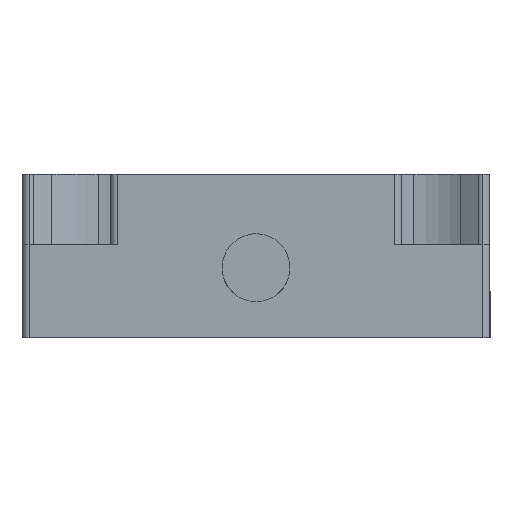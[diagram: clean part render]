
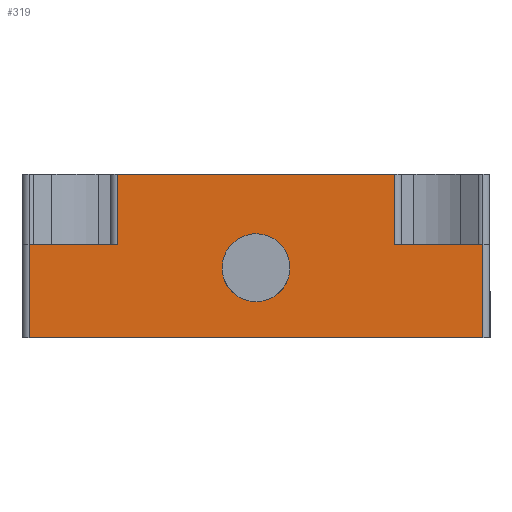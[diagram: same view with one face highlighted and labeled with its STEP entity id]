
A CAD part, left-side view. The second image highlights one B-rep face of the part: STEP entity #319.
In plain terms, the highlighted planar face has unit normal (-1, 0, 0).
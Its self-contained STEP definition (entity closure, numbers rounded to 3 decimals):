
#60=CARTESIAN_POINT('Vertex',(0.,-5.925,-3.)) ;
#65=CARTESIAN_POINT('Line Origine',(0.,-7.812,-3.)) ;
#69=CARTESIAN_POINT('Vertex',(0.,-9.7,-3.)) ;
#162=CARTESIAN_POINT('Line Origine',(0.,-5.925,-7.)) ;
#166=CARTESIAN_POINT('Vertex',(0.,-5.925,0.)) ;
#188=CARTESIAN_POINT('Axis2P3D Location',(0.,9.7,-7.)) ;
#193=CARTESIAN_POINT('Line Origine',(0.,0.,0.)) ;
#197=CARTESIAN_POINT('Vertex',(0.,5.925,0.)) ;
#200=CARTESIAN_POINT('Line Origine',(0.,5.925,-1.5)) ;
#204=CARTESIAN_POINT('Vertex',(0.,5.925,-3.)) ;
#207=CARTESIAN_POINT('Line Origine',(0.,7.812,-3.)) ;
#211=CARTESIAN_POINT('Vertex',(0.,9.7,-3.)) ;
#214=CARTESIAN_POINT('Line Origine',(0.,9.7,-5.)) ;
#218=CARTESIAN_POINT('Vertex',(0.,9.7,-7.)) ;
#221=CARTESIAN_POINT('Line Origine',(0.,0.,-7.)) ;
#225=CARTESIAN_POINT('Vertex',(0.,-9.7,-7.)) ;
#228=CARTESIAN_POINT('Line Origine',(0.,-9.7,-5.)) ;
#244=CARTESIAN_POINT('Control Point',(0.,1.45,-4.)) ;
#245=CARTESIAN_POINT('Control Point',(0.,1.45,-3.823)) ;
#246=CARTESIAN_POINT('Control Point',(0.,1.423,-3.646)) ;
#247=CARTESIAN_POINT('Control Point',(0.,1.369,-3.475)) ;
#248=CARTESIAN_POINT('Control Point',(0.,1.21,-3.154)) ;
#249=CARTESIAN_POINT('Control Point',(0.,0.963,-2.894)) ;
#250=CARTESIAN_POINT('Control Point',(0.,0.821,-2.785)) ;
#251=CARTESIAN_POINT('Control Point',(0.,0.574,-2.649)) ;
#252=CARTESIAN_POINT('Control Point',(0.,0.304,-2.577)) ;
#253=CARTESIAN_POINT('Control Point',(0.,0.203,-2.559)) ;
#254=CARTESIAN_POINT('Control Point',(0.,0.102,-2.55)) ;
#255=CARTESIAN_POINT('Control Point',(0.,0.,-2.55)) ;
#256=CARTESIAN_POINT('Vertex',(0.,1.45,-4.)) ;
#258=CARTESIAN_POINT('Vertex',(0.,0.,-2.55)) ;
#262=CARTESIAN_POINT('Control Point',(0.,0.,-2.55)) ;
#263=CARTESIAN_POINT('Control Point',(0.,-0.075,-2.55)) ;
#264=CARTESIAN_POINT('Control Point',(0.,-0.151,-2.555)) ;
#265=CARTESIAN_POINT('Control Point',(0.,-0.226,-2.565)) ;
#266=CARTESIAN_POINT('Control Point',(0.,-0.474,-2.614)) ;
#267=CARTESIAN_POINT('Control Point',(0.,-0.708,-2.716)) ;
#268=CARTESIAN_POINT('Control Point',(0.,-0.86,-2.812)) ;
#269=CARTESIAN_POINT('Control Point',(0.,-1.129,-3.048)) ;
#270=CARTESIAN_POINT('Control Point',(0.,-1.316,-3.353)) ;
#271=CARTESIAN_POINT('Control Point',(0.,-1.385,-3.519)) ;
#272=CARTESIAN_POINT('Control Point',(0.,-1.434,-3.719)) ;
#273=CARTESIAN_POINT('Control Point',(0.,-1.448,-3.921)) ;
#274=CARTESIAN_POINT('Control Point',(0.,-1.449,-3.948)) ;
#275=CARTESIAN_POINT('Control Point',(0.,-1.45,-3.974)) ;
#276=CARTESIAN_POINT('Control Point',(0.,-1.45,-4.)) ;
#277=CARTESIAN_POINT('Vertex',(0.,-1.45,-4.)) ;
#281=CARTESIAN_POINT('Control Point',(0.,-1.45,-4.)) ;
#282=CARTESIAN_POINT('Control Point',(0.,-1.45,-4.177)) ;
#283=CARTESIAN_POINT('Control Point',(0.,-1.423,-4.354)) ;
#284=CARTESIAN_POINT('Control Point',(0.,-1.369,-4.525)) ;
#285=CARTESIAN_POINT('Control Point',(0.,-1.21,-4.846)) ;
#286=CARTESIAN_POINT('Control Point',(0.,-0.963,-5.106)) ;
#287=CARTESIAN_POINT('Control Point',(0.,-0.821,-5.215)) ;
#288=CARTESIAN_POINT('Control Point',(0.,-0.574,-5.351)) ;
#289=CARTESIAN_POINT('Control Point',(0.,-0.304,-5.423)) ;
#290=CARTESIAN_POINT('Control Point',(0.,-0.203,-5.441)) ;
#291=CARTESIAN_POINT('Control Point',(0.,-0.102,-5.45)) ;
#292=CARTESIAN_POINT('Control Point',(0.,0.,-5.45)) ;
#293=CARTESIAN_POINT('Vertex',(0.,0.,-5.45)) ;
#297=CARTESIAN_POINT('Control Point',(0.,0.,-5.45)) ;
#298=CARTESIAN_POINT('Control Point',(0.,0.075,-5.45)) ;
#299=CARTESIAN_POINT('Control Point',(0.,0.151,-5.445)) ;
#300=CARTESIAN_POINT('Control Point',(0.,0.226,-5.435)) ;
#301=CARTESIAN_POINT('Control Point',(0.,0.474,-5.386)) ;
#302=CARTESIAN_POINT('Control Point',(0.,0.708,-5.284)) ;
#303=CARTESIAN_POINT('Control Point',(0.,0.86,-5.188)) ;
#304=CARTESIAN_POINT('Control Point',(0.,1.129,-4.952)) ;
#305=CARTESIAN_POINT('Control Point',(0.,1.316,-4.647)) ;
#306=CARTESIAN_POINT('Control Point',(0.,1.385,-4.481)) ;
#307=CARTESIAN_POINT('Control Point',(0.,1.434,-4.281)) ;
#308=CARTESIAN_POINT('Control Point',(0.,1.448,-4.079)) ;
#309=CARTESIAN_POINT('Control Point',(0.,1.449,-4.052)) ;
#310=CARTESIAN_POINT('Control Point',(0.,1.45,-4.026)) ;
#311=CARTESIAN_POINT('Control Point',(0.,1.45,-4.)) ;
#66=DIRECTION('Vector Direction',(0.,-1.,0.)) ;
#163=DIRECTION('Vector Direction',(0.,0.,-1.)) ;
#189=DIRECTION('Axis2P3D Direction',(-1.,0.,0.)) ;
#190=DIRECTION('Axis2P3D XDirection',(0.,0.,1.)) ;
#194=DIRECTION('Vector Direction',(0.,-1.,0.)) ;
#201=DIRECTION('Vector Direction',(0.,0.,1.)) ;
#208=DIRECTION('Vector Direction',(0.,-1.,0.)) ;
#215=DIRECTION('Vector Direction',(0.,0.,1.)) ;
#222=DIRECTION('Vector Direction',(0.,-1.,0.)) ;
#229=DIRECTION('Vector Direction',(0.,0.,1.)) ;
#191=AXIS2_PLACEMENT_3D('Plane Axis2P3D',#188,#189,#190) ;
#234=ORIENTED_EDGE('',*,*,#71,.F.) ;
#235=ORIENTED_EDGE('',*,*,#168,.T.) ;
#236=ORIENTED_EDGE('',*,*,#199,.F.) ;
#237=ORIENTED_EDGE('',*,*,#206,.F.) ;
#238=ORIENTED_EDGE('',*,*,#213,.F.) ;
#239=ORIENTED_EDGE('',*,*,#220,.F.) ;
#240=ORIENTED_EDGE('',*,*,#227,.T.) ;
#241=ORIENTED_EDGE('',*,*,#232,.T.) ;
#314=ORIENTED_EDGE('',*,*,#260,.T.) ;
#315=ORIENTED_EDGE('',*,*,#279,.T.) ;
#316=ORIENTED_EDGE('',*,*,#295,.T.) ;
#317=ORIENTED_EDGE('',*,*,#312,.T.) ;
#318=FACE_BOUND('',#313,.T.) ;
#67=VECTOR('Line Direction',#66,1.) ;
#164=VECTOR('Line Direction',#163,1.) ;
#195=VECTOR('Line Direction',#194,1.) ;
#202=VECTOR('Line Direction',#201,1.) ;
#209=VECTOR('Line Direction',#208,1.) ;
#216=VECTOR('Line Direction',#215,1.) ;
#223=VECTOR('Line Direction',#222,1.) ;
#230=VECTOR('Line Direction',#229,1.) ;
#319=ADVANCED_FACE('_KQ5101',(#242,#318),#192,.T.) ;
#243=B_SPLINE_CURVE_WITH_KNOTS('',5,(#244,#245,#246,#247,#248,#249,#250,#251,#252,#253,#254,#255),.UNSPECIFIED.,.F.,.U.,(6,3,3,6),(0.,1.251,2.503,3.221),.UNSPECIFIED.) ;
#261=B_SPLINE_CURVE_WITH_KNOTS('',5,(#262,#263,#264,#265,#266,#267,#268,#269,#270,#271,#272,#273,#274,#275,#276),.UNSPECIFIED.,.F.,.U.,(6,3,3,3,6),(3.221,3.754,5.005,6.257,6.442),.UNSPECIFIED.) ;
#280=B_SPLINE_CURVE_WITH_KNOTS('',5,(#281,#282,#283,#284,#285,#286,#287,#288,#289,#290,#291,#292),.UNSPECIFIED.,.F.,.U.,(6,3,3,6),(0.,1.251,2.503,3.221),.UNSPECIFIED.) ;
#296=B_SPLINE_CURVE_WITH_KNOTS('',5,(#297,#298,#299,#300,#301,#302,#303,#304,#305,#306,#307,#308,#309,#310,#311),.UNSPECIFIED.,.F.,.U.,(6,3,3,3,6),(3.221,3.754,5.005,6.257,6.442),.UNSPECIFIED.) ;
#71=EDGE_CURVE('',#61,#70,#68,.T.) ;
#168=EDGE_CURVE('',#61,#167,#165,.F.) ;
#199=EDGE_CURVE('',#198,#167,#196,.T.) ;
#206=EDGE_CURVE('',#205,#198,#203,.T.) ;
#213=EDGE_CURVE('',#212,#205,#210,.T.) ;
#220=EDGE_CURVE('',#219,#212,#217,.T.) ;
#227=EDGE_CURVE('',#219,#226,#224,.T.) ;
#232=EDGE_CURVE('',#226,#70,#231,.T.) ;
#260=EDGE_CURVE('',#257,#259,#243,.T.) ;
#279=EDGE_CURVE('',#259,#278,#261,.T.) ;
#295=EDGE_CURVE('',#278,#294,#280,.T.) ;
#312=EDGE_CURVE('',#294,#257,#296,.T.) ;
#233=EDGE_LOOP('',(#234,#235,#236,#237,#238,#239,#240,#241)) ;
#313=EDGE_LOOP('',(#314,#315,#316,#317)) ;
#242=FACE_OUTER_BOUND('',#233,.T.) ;
#68=LINE('Line',#65,#67) ;
#165=LINE('Line',#162,#164) ;
#196=LINE('Line',#193,#195) ;
#203=LINE('Line',#200,#202) ;
#210=LINE('Line',#207,#209) ;
#217=LINE('Line',#214,#216) ;
#224=LINE('Line',#221,#223) ;
#231=LINE('Line',#228,#230) ;
#192=PLANE('',#191) ;
#61=VERTEX_POINT('',#60) ;
#70=VERTEX_POINT('',#69) ;
#167=VERTEX_POINT('',#166) ;
#198=VERTEX_POINT('',#197) ;
#205=VERTEX_POINT('',#204) ;
#212=VERTEX_POINT('',#211) ;
#219=VERTEX_POINT('',#218) ;
#226=VERTEX_POINT('',#225) ;
#257=VERTEX_POINT('',#256) ;
#259=VERTEX_POINT('',#258) ;
#278=VERTEX_POINT('',#277) ;
#294=VERTEX_POINT('',#293) ;
